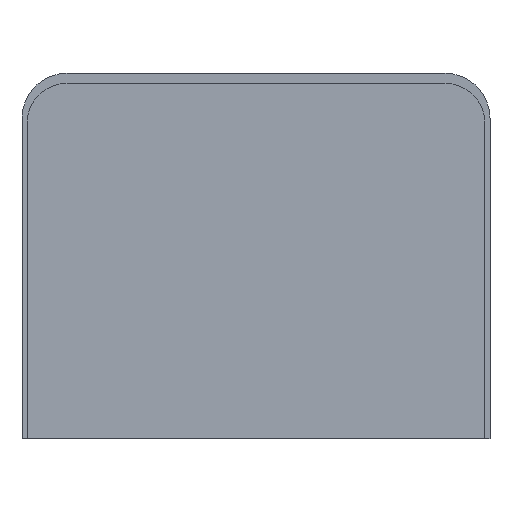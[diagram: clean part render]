
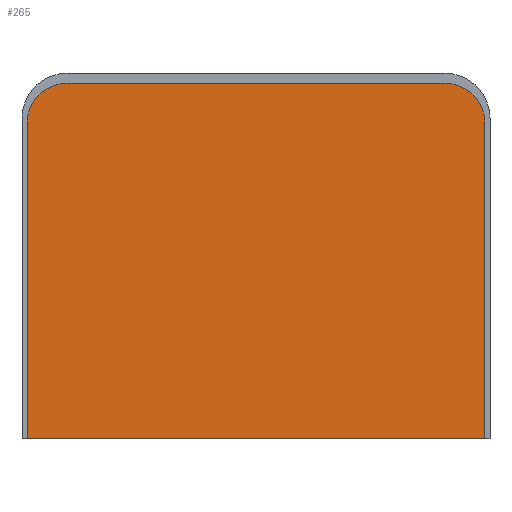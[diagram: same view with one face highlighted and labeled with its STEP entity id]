
A CAD part, top view. The second image highlights one B-rep face of the part: STEP entity #265.
In plain terms, the highlighted planar face has unit normal (0, 0, 1).
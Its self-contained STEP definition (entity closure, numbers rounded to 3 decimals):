
#21=CIRCLE('',#296,16.);
#22=CIRCLE('',#299,16.);
#39=FACE_OUTER_BOUND('',#53,.T.);
#53=EDGE_LOOP('',(#231,#232,#233,#234,#235,#236));
#74=LINE('',#430,#102);
#76=LINE('',#434,#104);
#79=LINE('',#442,#107);
#82=LINE('',#449,#110);
#102=VECTOR('',#350,10.);
#104=VECTOR('',#354,10.);
#107=VECTOR('',#363,10.);
#110=VECTOR('',#372,10.);
#129=VERTEX_POINT('',#427);
#130=VERTEX_POINT('',#429);
#131=VERTEX_POINT('',#433);
#132=VERTEX_POINT('',#437);
#133=VERTEX_POINT('',#441);
#134=VERTEX_POINT('',#445);
#160=EDGE_CURVE('',#130,#129,#74,.T.);
#162=EDGE_CURVE('',#131,#130,#76,.T.);
#164=EDGE_CURVE('',#132,#131,#21,.T.);
#166=EDGE_CURVE('',#133,#132,#79,.T.);
#168=EDGE_CURVE('',#134,#133,#22,.T.);
#170=EDGE_CURVE('',#129,#134,#82,.T.);
#231=ORIENTED_EDGE('',*,*,#170,.T.);
#232=ORIENTED_EDGE('',*,*,#168,.T.);
#233=ORIENTED_EDGE('',*,*,#166,.T.);
#234=ORIENTED_EDGE('',*,*,#164,.T.);
#235=ORIENTED_EDGE('',*,*,#162,.T.);
#236=ORIENTED_EDGE('',*,*,#160,.T.);
#251=PLANE('',#301);
#265=ADVANCED_FACE('',(#39),#251,.T.);
#296=AXIS2_PLACEMENT_3D('',#438,#358,#359);
#299=AXIS2_PLACEMENT_3D('',#446,#367,#368);
#301=AXIS2_PLACEMENT_3D('',#450,#373,#374);
#350=DIRECTION('',(1.,0.,0.));
#354=DIRECTION('',(0.,-1.,0.));
#358=DIRECTION('center_axis',(0.,0.,1.));
#359=DIRECTION('ref_axis',(0.,1.,0.));
#363=DIRECTION('',(-1.,0.,0.));
#367=DIRECTION('center_axis',(0.,0.,1.));
#368=DIRECTION('ref_axis',(1.,0.,0.));
#372=DIRECTION('',(0.,1.,0.));
#373=DIRECTION('center_axis',(0.,0.,1.));
#374=DIRECTION('ref_axis',(1.,0.,0.));
#427=CARTESIAN_POINT('',(-2.,0.,4.));
#429=CARTESIAN_POINT('',(-185.,0.,4.));
#430=CARTESIAN_POINT('',(0.,0.,4.));
#433=CARTESIAN_POINT('',(-185.,126.,4.));
#434=CARTESIAN_POINT('',(-185.,2.,4.));
#437=CARTESIAN_POINT('',(-169.,142.,4.));
#438=CARTESIAN_POINT('Origin',(-169.,126.,4.));
#441=CARTESIAN_POINT('',(-18.,142.,4.));
#442=CARTESIAN_POINT('',(-169.,142.,4.));
#445=CARTESIAN_POINT('',(-2.,126.,4.));
#446=CARTESIAN_POINT('Origin',(-18.,126.,4.));
#449=CARTESIAN_POINT('',(-2.,126.,4.));
#450=CARTESIAN_POINT('Origin',(-93.5,71.,4.));
